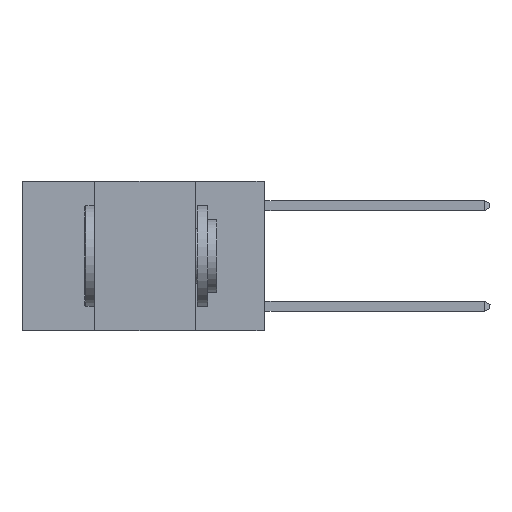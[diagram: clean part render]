
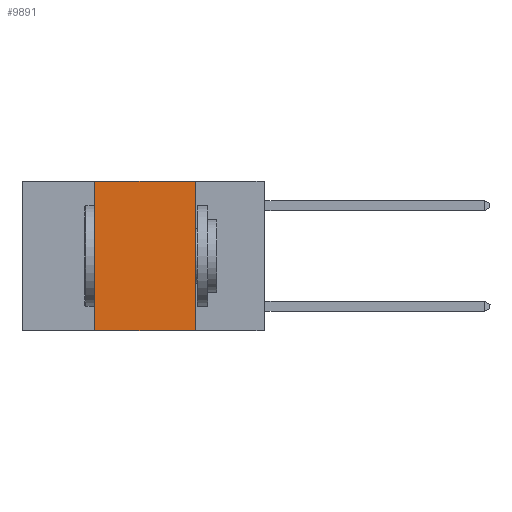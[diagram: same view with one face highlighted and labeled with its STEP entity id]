
A CAD part, left-side view. The second image highlights one B-rep face of the part: STEP entity #9891.
In plain terms, the highlighted planar face has unit normal (-1, 0, 0).
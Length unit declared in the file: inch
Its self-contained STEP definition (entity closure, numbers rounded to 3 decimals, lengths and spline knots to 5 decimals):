
#253 = DIRECTION ( 'NONE',  ( 0., 0., -1. ) ) ;
#372 = ORIENTED_EDGE ( 'NONE', *, *, #10257, .T. ) ;
#1388 = VERTEX_POINT ( 'NONE', #2771 ) ;
#1547 = VECTOR ( 'NONE', #6871, 39.37008 ) ;
#1947 = EDGE_LOOP ( 'NONE', ( #7143, #8752, #10326, #372 ) ) ;
#2088 = FACE_OUTER_BOUND ( 'NONE', #1947, .T. ) ;
#2681 = EDGE_CURVE ( 'NONE', #3278, #7707, #6205, .T. ) ;
#2701 = DIRECTION ( 'NONE',  ( 0., 0., 1. ) ) ;
#2771 = CARTESIAN_POINT ( 'NONE',  ( 0., 0.17, -0.37 ) ) ;
#2886 = AXIS2_PLACEMENT_3D ( 'NONE', #10581, #5528, #253 ) ;
#2922 = VECTOR ( 'NONE', #7862, 39.37008 ) ;
#3278 = VERTEX_POINT ( 'NONE', #4164 ) ;
#3785 = VECTOR ( 'NONE', #10175, 39.37008 ) ;
#4164 = CARTESIAN_POINT ( 'NONE',  ( 0., 0.42, 0. ) ) ;
#5527 = LINE ( 'NONE', #6942, #2922 ) ;
#5528 = DIRECTION ( 'NONE',  ( 1., 0., 0. ) ) ;
#5829 = CARTESIAN_POINT ( 'NONE',  ( 0., 0.42, -0.37 ) ) ;
#6205 = LINE ( 'NONE', #9420, #1547 ) ;
#6225 = LINE ( 'NONE', #7038, #10443 ) ;
#6871 = DIRECTION ( 'NONE',  ( 0., -1., 0. ) ) ;
#6880 = CARTESIAN_POINT ( 'NONE',  ( 0., 0.17, 0. ) ) ;
#6942 = CARTESIAN_POINT ( 'NONE',  ( 0., 0.6, -0.37 ) ) ;
#7038 = CARTESIAN_POINT ( 'NONE',  ( 0., 0.42, 0. ) ) ;
#7143 = ORIENTED_EDGE ( 'NONE', *, *, #8884, .F. ) ;
#7707 = VERTEX_POINT ( 'NONE', #6880 ) ;
#7862 = DIRECTION ( 'NONE',  ( 0., -1., 0. ) ) ;
#8478 = CARTESIAN_POINT ( 'NONE',  ( 0., 0.17, 0. ) ) ;
#8752 = ORIENTED_EDGE ( 'NONE', *, *, #2681, .F. ) ;
#8878 = PLANE ( 'NONE',  #2886 ) ;
#8884 = EDGE_CURVE ( 'NONE', #7707, #1388, #10576, .T. ) ;
#9114 = EDGE_CURVE ( 'NONE', #9451, #3278, #6225, .T. ) ;
#9420 = CARTESIAN_POINT ( 'NONE',  ( 0., 0.6, 0. ) ) ;
#9451 = VERTEX_POINT ( 'NONE', #5829 ) ;
#9891 = ADVANCED_FACE ( 'NONE', ( #2088 ), #8878, .F. ) ;
#10175 = DIRECTION ( 'NONE',  ( 0., 0., -1. ) ) ;
#10257 = EDGE_CURVE ( 'NONE', #9451, #1388, #5527, .T. ) ;
#10326 = ORIENTED_EDGE ( 'NONE', *, *, #9114, .F. ) ;
#10443 = VECTOR ( 'NONE', #2701, 39.37008 ) ;
#10576 = LINE ( 'NONE', #8478, #3785 ) ;
#10581 = CARTESIAN_POINT ( 'NONE',  ( 0., 0.6, 0. ) ) ;
